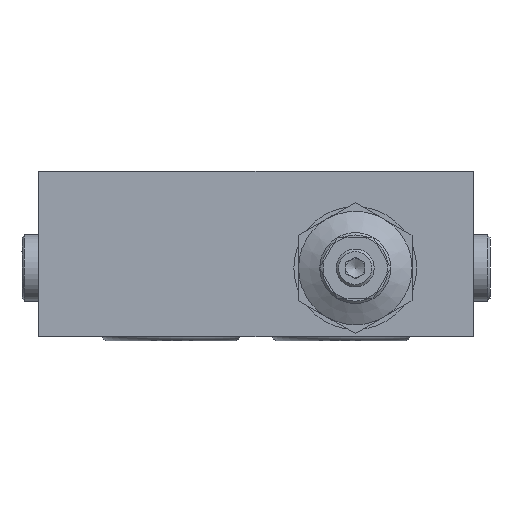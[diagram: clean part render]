
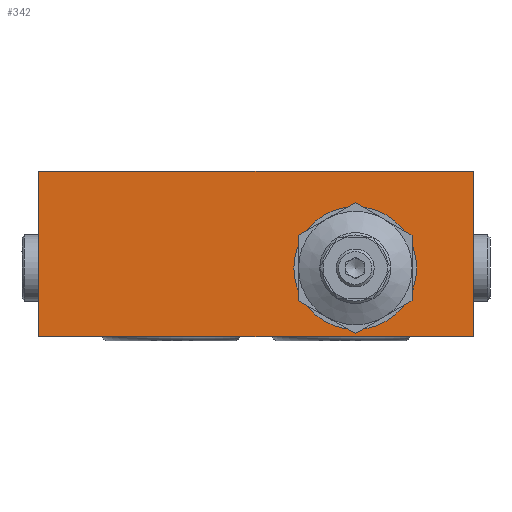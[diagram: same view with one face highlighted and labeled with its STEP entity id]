
A CAD part, front view. The second image highlights one B-rep face of the part: STEP entity #342.
In plain terms, the highlighted planar face has unit normal (0, -1, 0).
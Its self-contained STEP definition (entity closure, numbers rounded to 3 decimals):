
#342 = ADVANCED_FACE( '', ( #837, #838 ), #839, .F. );
#837 = FACE_BOUND( '', #1512, .T. );
#838 = FACE_OUTER_BOUND( '', #1513, .T. );
#839 = PLANE( '', #1514 );
#1512 = EDGE_LOOP( '', ( #2446 ) );
#1513 = EDGE_LOOP( '', ( #2447, #2448, #2449, #2450 ) );
#1514 = AXIS2_PLACEMENT_3D( '', #2451, #2452, #2453 );
#2446 = ORIENTED_EDGE( '', *, *, #3771, .F. );
#2447 = ORIENTED_EDGE( '', *, *, #3715, .T. );
#2448 = ORIENTED_EDGE( '', *, *, #3772, .F. );
#2449 = ORIENTED_EDGE( '', *, *, #3773, .F. );
#2450 = ORIENTED_EDGE( '', *, *, #3525, .T. );
#2451 = CARTESIAN_POINT( '', ( 0., 0., 35. ) );
#2452 = DIRECTION( '', ( 0., 1., 0. ) );
#2453 = DIRECTION( '', ( 0., 0., 1. ) );
#3525 = EDGE_CURVE( '', #4122, #4120, #4123, .T. );
#3715 = EDGE_CURVE( '', #4120, #4440, #4442, .T. );
#3771 = EDGE_CURVE( '', #4528, #4528, #4529, .T. );
#3772 = EDGE_CURVE( '', #4530, #4440, #4531, .T. );
#3773 = EDGE_CURVE( '', #4122, #4530, #4532, .T. );
#4120 = VERTEX_POINT( '', #4981 );
#4122 = VERTEX_POINT( '', #4984 );
#4123 = LINE( '', #4985, #4986 );
#4440 = VERTEX_POINT( '', #5574 );
#4442 = LINE( '', #5577, #5578 );
#4528 = VERTEX_POINT( '', #5707 );
#4529 = CIRCLE( '', #5708, 13. );
#4530 = VERTEX_POINT( '', #5709 );
#4531 = LINE( '', #5710, #5711 );
#4532 = LINE( '', #5712, #5713 );
#4981 = CARTESIAN_POINT( '', ( 0., 0., 0. ) );
#4984 = CARTESIAN_POINT( '', ( 0., 0., 35. ) );
#4985 = CARTESIAN_POINT( '', ( 0., 0., 35. ) );
#4986 = VECTOR( '', #6418, 1000. );
#5574 = CARTESIAN_POINT( '', ( 92., 0., 0. ) );
#5577 = CARTESIAN_POINT( '', ( 0., 0., 0. ) );
#5578 = VECTOR( '', #6653, 1000. );
#5707 = CARTESIAN_POINT( '', ( 67., 0., 1.5 ) );
#5708 = AXIS2_PLACEMENT_3D( '', #6710, #6711, #6712 );
#5709 = CARTESIAN_POINT( '', ( 92., 0., 35. ) );
#5710 = CARTESIAN_POINT( '', ( 92., 0., 35. ) );
#5711 = VECTOR( '', #6713, 1000. );
#5712 = CARTESIAN_POINT( '', ( 0., 0., 35. ) );
#5713 = VECTOR( '', #6714, 1000. );
#6418 = DIRECTION( '', ( 0., 0., -1. ) );
#6653 = DIRECTION( '', ( 1., 0., 0. ) );
#6710 = CARTESIAN_POINT( '', ( 67., 0., 14.5 ) );
#6711 = DIRECTION( '', ( 0., -1., 0. ) );
#6712 = DIRECTION( '', ( 0., 0., -1. ) );
#6713 = DIRECTION( '', ( 0., 0., -1. ) );
#6714 = DIRECTION( '', ( 1., 0., 0. ) );
